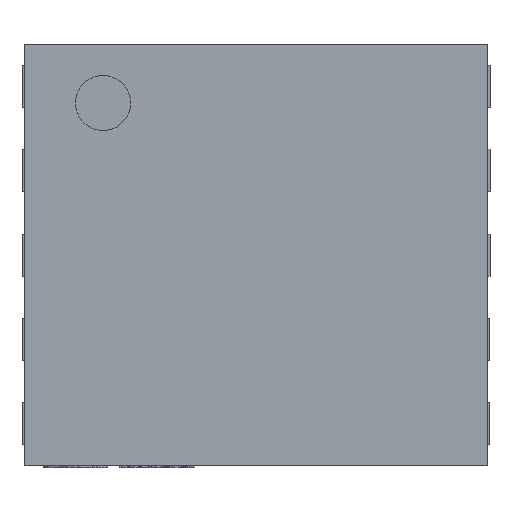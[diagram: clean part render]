
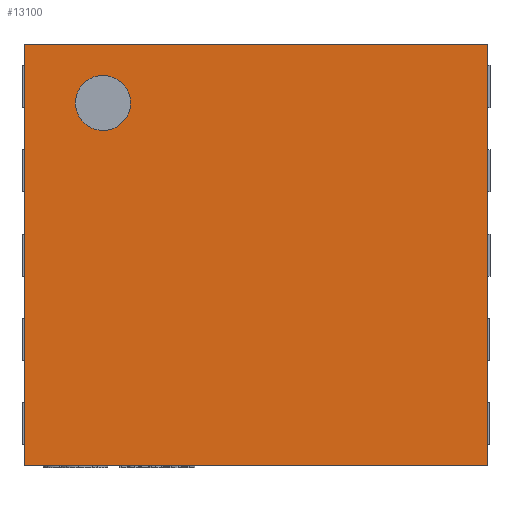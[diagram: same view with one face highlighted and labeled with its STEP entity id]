
A CAD part, top view. The second image highlights one B-rep face of the part: STEP entity #13100.
In plain terms, the highlighted planar face has unit normal (0, 0, 1).
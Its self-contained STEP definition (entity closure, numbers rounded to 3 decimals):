
#76 = DIRECTION ( 'NONE',  ( 0., -1., 0. ) ) ;
#83 = B_SPLINE_CURVE_WITH_KNOTS ( 'NONE', 3,
 ( #5799, #106, #11721, #3624, #6832, #3466, #9083, #13583, #8080, #8009 ),
 .UNSPECIFIED., .F., .F.,
 ( 4, 1, 1, 1, 1, 1, 1, 4 ),
 ( 0.5, 0.538, 0.615, 0.692, 0.769, 0.846, 0.923, 1. ),
 .UNSPECIFIED. ) ;
#106 = CARTESIAN_POINT ( 'NONE',  ( -0.857, 0.731, 0.78 ) ) ;
#142 = EDGE_CURVE ( 'NONE', #5519, #6461, #6952, .T. ) ;
#257 = EDGE_CURVE ( 'NONE', #7449, #3498, #9343, .T. ) ;
#318 = CARTESIAN_POINT ( 'NONE',  ( -0.649, 0.609, 0.78 ) ) ;
#599 = CARTESIAN_POINT ( 'NONE',  ( -0.857, 0.71, 0.78 ) ) ;
#741 = AXIS2_PLACEMENT_3D ( 'NONE', #8377, #836, #4190 ) ;
#814 = CARTESIAN_POINT ( 'NONE',  ( 1.1, -1., 0.78 ) ) ;
#830 = ORIENTED_EDGE ( 'NONE', *, *, #11478, .T. ) ;
#836 = DIRECTION ( 'NONE',  ( 0., 0., 1. ) ) ;
#1046 = EDGE_CURVE ( 'NONE', #1836, #14441, #8722, .T. ) ;
#1795 = PLANE ( 'NONE',  #741 ) ;
#1834 = EDGE_LOOP ( 'NONE', ( #8173, #6233, #3196, #11612 ) ) ;
#1836 = VERTEX_POINT ( 'NONE', #6726 ) ;
#1885 = DIRECTION ( 'NONE',  ( 1., 0., 0. ) ) ;
#2012 = VECTOR ( 'NONE', #3520, 1000. ) ;
#2417 = VECTOR ( 'NONE', #1885, 1000. ) ;
#2787 = CARTESIAN_POINT ( 'NONE',  ( -0.595, 0.721, 0.78 ) ) ;
#2978 = DIRECTION ( 'NONE',  ( 0., 1., 0. ) ) ;
#3196 = ORIENTED_EDGE ( 'NONE', *, *, #142, .T. ) ;
#3466 = CARTESIAN_POINT ( 'NONE',  ( -0.709, 0.856, 0.78 ) ) ;
#3498 = VERTEX_POINT ( 'NONE', #4680 ) ;
#3520 = DIRECTION ( 'NONE',  ( -1., 0., 0. ) ) ;
#3594 = CARTESIAN_POINT ( 'NONE',  ( -1.1, 1., 0.78 ) ) ;
#3624 = CARTESIAN_POINT ( 'NONE',  ( -0.828, 0.811, 0.78 ) ) ;
#3749 = CARTESIAN_POINT ( 'NONE',  ( -0.774, 0.594, 0.78 ) ) ;
#4190 = DIRECTION ( 'NONE',  ( 1., 0., 0. ) ) ;
#4680 = CARTESIAN_POINT ( 'NONE',  ( 1.1, 1., 0.78 ) ) ;
#5018 = ORIENTED_EDGE ( 'NONE', *, *, #1046, .T. ) ;
#5055 = CARTESIAN_POINT ( 'NONE',  ( -0.857, 0.721, 0.78 ) ) ;
#5519 = VERTEX_POINT ( 'NONE', #12331 ) ;
#5799 = CARTESIAN_POINT ( 'NONE',  ( -0.857, 0.721, 0.78 ) ) ;
#6155 = CARTESIAN_POINT ( 'NONE',  ( -0.709, 0.586, 0.78 ) ) ;
#6233 = ORIENTED_EDGE ( 'NONE', *, *, #8027, .T. ) ;
#6342 = CARTESIAN_POINT ( 'NONE',  ( -1.1, -1., 0.78 ) ) ;
#6461 = VERTEX_POINT ( 'NONE', #12879 ) ;
#6604 = VECTOR ( 'NONE', #76, 1000. ) ;
#6726 = CARTESIAN_POINT ( 'NONE',  ( -0.595, 0.721, 0.78 ) ) ;
#6832 = CARTESIAN_POINT ( 'NONE',  ( -0.774, 0.848, 0.78 ) ) ;
#6952 = LINE ( 'NONE', #3594, #6604 ) ;
#7195 = FACE_OUTER_BOUND ( 'NONE', #1834, .T. ) ;
#7449 = VERTEX_POINT ( 'NONE', #814 ) ;
#8009 = CARTESIAN_POINT ( 'NONE',  ( -0.595, 0.721, 0.78 ) ) ;
#8027 = EDGE_CURVE ( 'NONE', #3498, #5519, #9348, .T. ) ;
#8080 = CARTESIAN_POINT ( 'NONE',  ( -0.595, 0.742, 0.78 ) ) ;
#8173 = ORIENTED_EDGE ( 'NONE', *, *, #257, .T. ) ;
#8211 = CARTESIAN_POINT ( 'NONE',  ( -0.595, 0.7, 0.78 ) ) ;
#8377 = CARTESIAN_POINT ( 'NONE',  ( 0., 0., 0.78 ) ) ;
#8722 = B_SPLINE_CURVE_WITH_KNOTS ( 'NONE', 3,
 ( #2787, #8211, #11732, #318, #6155, #3749, #13958, #10389, #599, #5055 ),
 .UNSPECIFIED., .F., .F.,
 ( 4, 1, 1, 1, 1, 1, 1, 4 ),
 ( 0., 0.077, 0.154, 0.231, 0.308, 0.385, 0.462, 0.5 ),
 .UNSPECIFIED. ) ;
#9083 = CARTESIAN_POINT ( 'NONE',  ( -0.649, 0.833, 0.78 ) ) ;
#9343 = LINE ( 'NONE', #12805, #13413 ) ;
#9348 = LINE ( 'NONE', #13640, #2012 ) ;
#10389 = CARTESIAN_POINT ( 'NONE',  ( -0.853, 0.679, 0.78 ) ) ;
#11127 = EDGE_CURVE ( 'NONE', #6461, #7449, #13932, .T. ) ;
#11478 = EDGE_CURVE ( 'NONE', #14441, #1836, #83, .T. ) ;
#11612 = ORIENTED_EDGE ( 'NONE', *, *, #11127, .T. ) ;
#11721 = CARTESIAN_POINT ( 'NONE',  ( -0.853, 0.763, 0.78 ) ) ;
#11727 = EDGE_LOOP ( 'NONE', ( #5018, #830 ) ) ;
#11732 = CARTESIAN_POINT ( 'NONE',  ( -0.605, 0.658, 0.78 ) ) ;
#11785 = CARTESIAN_POINT ( 'NONE',  ( -0.857, 0.721, 0.78 ) ) ;
#11818 = FACE_BOUND ( 'NONE', #11727, .T. ) ;
#12331 = CARTESIAN_POINT ( 'NONE',  ( -1.1, 1., 0.78 ) ) ;
#12805 = CARTESIAN_POINT ( 'NONE',  ( 1.1, 1., 0.78 ) ) ;
#12879 = CARTESIAN_POINT ( 'NONE',  ( -1.1, -1., 0.78 ) ) ;
#13100 = ADVANCED_FACE ( 'NONE', ( #7195, #11818 ), #1795, .T. ) ;
#13413 = VECTOR ( 'NONE', #2978, 1000. ) ;
#13583 = CARTESIAN_POINT ( 'NONE',  ( -0.605, 0.784, 0.78 ) ) ;
#13640 = CARTESIAN_POINT ( 'NONE',  ( -1.1, 1., 0.78 ) ) ;
#13932 = LINE ( 'NONE', #6342, #2417 ) ;
#13958 = CARTESIAN_POINT ( 'NONE',  ( -0.828, 0.631, 0.78 ) ) ;
#14441 = VERTEX_POINT ( 'NONE', #11785 ) ;
